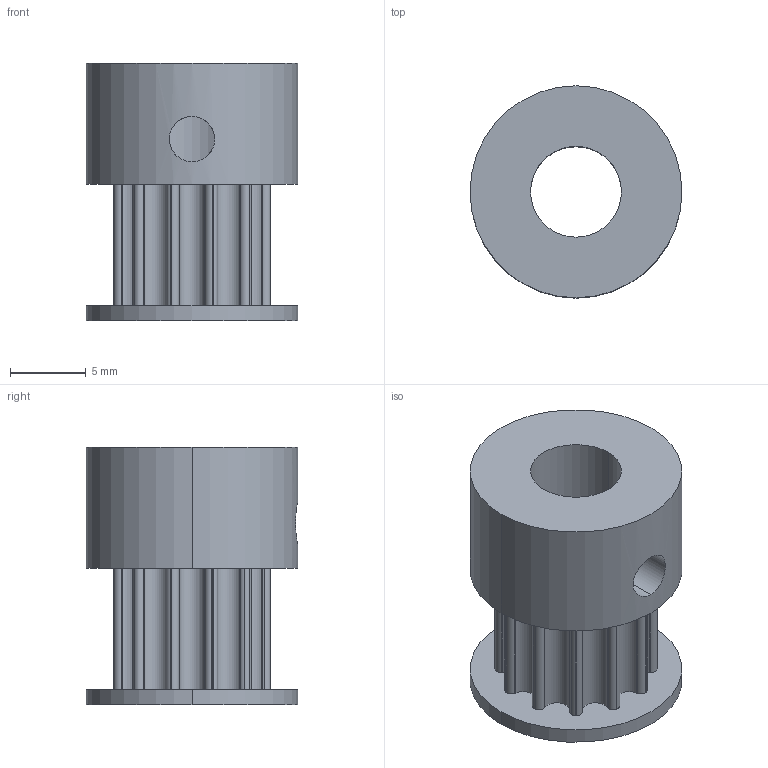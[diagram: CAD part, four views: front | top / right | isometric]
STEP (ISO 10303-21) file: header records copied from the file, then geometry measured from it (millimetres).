
FILE_DESCRIPTION (( 'STEP AP203' ), '1' );
FILE_NAME ('HTD_3M_PULLEY_ENCODER.STEP', '2022-05-10T10:57:16', ( 'Olukelo' ), ( '' ), 'SwSTEP 2.0', 'SolidWorks 2018', '' );
FILE_SCHEMA (( 'CONFIG_CONTROL_DESIGN' ));
Length unit declared in the file: millimetre
Products named in the file (1): HTD_3M_PULLEY_ENCODER
Bounding box: 14 x 14 x 17 mm (x, y, z)
Volume: 1406.8 mm3; surface area: 1544.5 mm2
Topology: 1 solids, 1 shells, 95 faces, 273 edges, 182 vertices
Faces by surface type: cylinder 91, plane 4
Entity records: 3400 total; most frequent: CARTESIAN_POINT 649, DIRECTION 639, ORIENTED_EDGE 546, AXIS2_PLACEMENT_3D 274, EDGE_CURVE 273, VERTEX_POINT 182, CIRCLE 178, EDGE_LOOP 101
